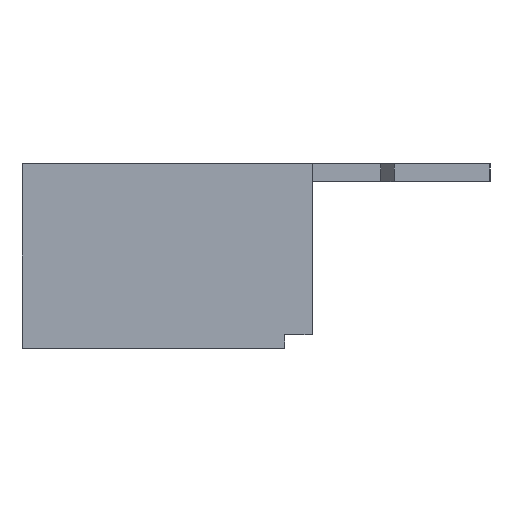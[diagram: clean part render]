
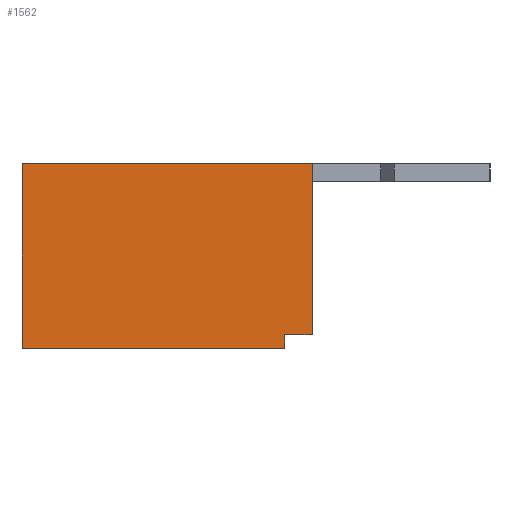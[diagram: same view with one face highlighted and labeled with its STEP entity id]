
A CAD part, left-side view. The second image highlights one B-rep face of the part: STEP entity #1562.
In plain terms, the highlighted planar face has unit normal (-1, 0, 0).
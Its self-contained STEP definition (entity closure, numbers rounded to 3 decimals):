
#1562=ADVANCED_FACE('',(#4063),#4064,.T.);
#3370=VERTEX_POINT('',#5872);
#3374=VERTEX_POINT('',#5876);
#3376=EDGE_CURVE('',#3374,#3370,#5878,.T.);
#3386=VERTEX_POINT('',#5888);
#3390=VERTEX_POINT('',#5892);
#3392=EDGE_CURVE('',#3390,#3386,#5894,.T.);
#3400=VERTEX_POINT('',#5902);
#3404=EDGE_CURVE('',#3386,#3400,#5906,.T.);
#3408=EDGE_CURVE('',#3400,#3374,#5910,.T.);
#3414=VERTEX_POINT('',#5916);
#3418=EDGE_CURVE('',#3370,#3414,#5920,.T.);
#3422=EDGE_CURVE('',#3414,#3390,#5924,.T.);
#4063=FACE_OUTER_BOUND('',#6555,.T.);
#4064=PLANE('',#6556);
#5872=CARTESIAN_POINT('',(0.0,13.0,13.5));
#5876=CARTESIAN_POINT('',(0.0,13.0,1.0));
#5878=LINE('',#9425,#9426);
#5888=CARTESIAN_POINT('',(0.0,15.0,0.0));
#5892=CARTESIAN_POINT('',(0.0,34.2,0.0));
#5894=LINE('',#9449,#9450);
#5902=CARTESIAN_POINT('',(0.0,15.0,1.0));
#5906=LINE('',#9469,#9470);
#5910=LINE('',#9477,#9478);
#5916=CARTESIAN_POINT('',(0.0,34.2,13.5));
#5920=LINE('',#9493,#9494);
#5924=LINE('',#9501,#9502);
#6555=EDGE_LOOP('',(#11424,#11425,#11426,#11427,#11428,#11429));
#6556=AXIS2_PLACEMENT_3D('',#11430,#11431,#11432);
#9425=CARTESIAN_POINT('',(0.0,13.0,1.0));
#9426=VECTOR('',#12035,1.0);
#9449=CARTESIAN_POINT('',(0.0,34.2,0.0));
#9450=VECTOR('',#12039,1.0);
#9469=CARTESIAN_POINT('',(0.0,15.0,0.0));
#9470=VECTOR('',#12043,1.0);
#9477=CARTESIAN_POINT('',(0.0,15.0,1.0));
#9478=VECTOR('',#12045,1.0);
#9493=CARTESIAN_POINT('',(0.0,13.0,13.5));
#9494=VECTOR('',#12048,1.0);
#9501=CARTESIAN_POINT('',(0.0,34.2,13.5));
#9502=VECTOR('',#12050,1.0);
#11424=ORIENTED_EDGE('',*,*,#3422,.T.);
#11425=ORIENTED_EDGE('',*,*,#3392,.T.);
#11426=ORIENTED_EDGE('',*,*,#3404,.T.);
#11427=ORIENTED_EDGE('',*,*,#3408,.T.);
#11428=ORIENTED_EDGE('',*,*,#3376,.T.);
#11429=ORIENTED_EDGE('',*,*,#3418,.T.);
#11430=CARTESIAN_POINT('',(0.0,23.629,6.779));
#11431=DIRECTION('',(-1.0,0.0,0.0));
#11432=DIRECTION('',(0.0,1.0,0.0));
#12035=DIRECTION('',(0.0,0.0,1.0));
#12039=DIRECTION('',(0.0,-1.0,0.0));
#12043=DIRECTION('',(0.0,0.0,1.0));
#12045=DIRECTION('',(0.0,-1.0,0.0));
#12048=DIRECTION('',(0.0,1.0,0.0));
#12050=DIRECTION('',(0.0,0.0,-1.0));
